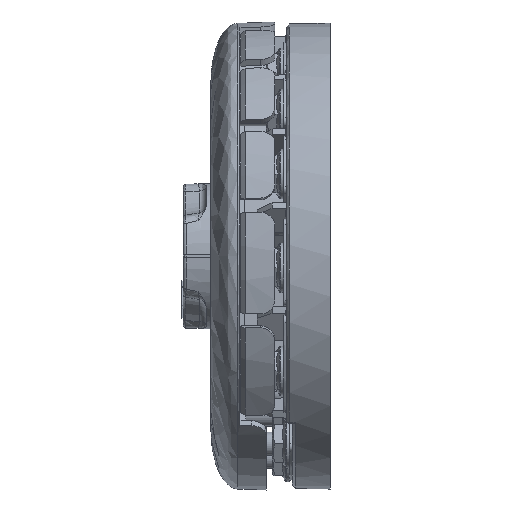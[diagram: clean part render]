
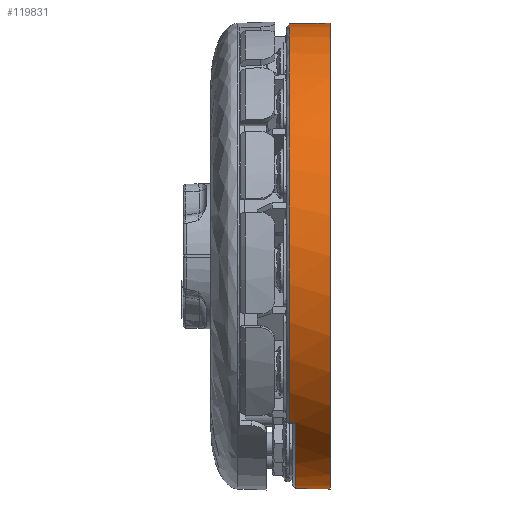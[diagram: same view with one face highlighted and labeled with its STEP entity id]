
A CAD part, left-side view. The second image highlights one B-rep face of the part: STEP entity #119831.
In plain terms, the highlighted conical face has half-angle 1 degrees and reference radius 80 mm.
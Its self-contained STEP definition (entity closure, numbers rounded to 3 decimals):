
#178 = DIRECTION ( 'NONE',  ( 0., 0., -1. ) ) ;
#4054 = ORIENTED_EDGE ( 'NONE', *, *, #104404, .F. ) ;
#4386 = DIRECTION ( 'NONE',  ( 0., -1., 0. ) ) ;
#7608 = ORIENTED_EDGE ( 'NONE', *, *, #16512, .T. ) ;
#8781 = DIRECTION ( 'NONE',  ( 0., 0., 1. ) ) ;
#9101 = ORIENTED_EDGE ( 'NONE', *, *, #99911, .T. ) ;
#9468 = CARTESIAN_POINT ( 'NONE',  ( -55.74, 12., -57.092 ) ) ;
#14475 = CARTESIAN_POINT ( 'NONE',  ( 0., 14., 0. ) ) ;
#16337 = VERTEX_POINT ( 'NONE', #153778 ) ;
#16512 = EDGE_CURVE ( 'NONE', #71210, #50926, #163008, .T. ) ;
#19188 = EDGE_CURVE ( 'NONE', #46607, #47441, #138869, .T. ) ;
#19422 = VECTOR ( 'NONE', #165846, 1000. ) ;
#21160 = AXIS2_PLACEMENT_3D ( 'NONE', #85496, #4386, #138557 ) ;
#23068 = CARTESIAN_POINT ( 'NONE',  ( 0., 0., -80. ) ) ;
#26394 = EDGE_LOOP ( 'NONE', ( #9101, #138141, #7608, #4054, #106372, #137706 ) ) ;
#31420 = AXIS2_PLACEMENT_3D ( 'NONE', #14475, #68098, #178 ) ;
#41370 = AXIS2_PLACEMENT_3D ( 'NONE', #71273, #111298, #125557 ) ;
#46607 = VERTEX_POINT ( 'NONE', #96829 ) ;
#47441 = VERTEX_POINT ( 'NONE', #169908 ) ;
#48116 = DIRECTION ( 'NONE',  ( 0., 1., 0. ) ) ;
#49252 = CARTESIAN_POINT ( 'NONE',  ( 0., 0., 0. ) ) ;
#50926 = VERTEX_POINT ( 'NONE', #150226 ) ;
#53313 = EDGE_CURVE ( 'NONE', #47441, #16337, #67004, .T. ) ;
#60859 = CONICAL_SURFACE ( 'NONE', #41370, 80., 0.017 ) ;
#64216 = CARTESIAN_POINT ( 'NONE',  ( 0., 0., -80. ) ) ;
#64866 = CARTESIAN_POINT ( 'NONE',  ( -55.736, 13.333, -57.064 ) ) ;
#67004 = B_SPLINE_CURVE_WITH_KNOTS ( 'NONE', 3,
 ( #76807, #160926, #64866, #145945, #132869, #174072, #9468 ),
 .UNSPECIFIED., .F., .F.,
 ( 4, 3, 4 ),
 ( 0.001, 0.002, 0.003 ),
 .UNSPECIFIED. ) ;
#68098 = DIRECTION ( 'NONE',  ( 0., -1., 0. ) ) ;
#69422 = FACE_OUTER_BOUND ( 'NONE', #26394, .T. ) ;
#71210 = VERTEX_POINT ( 'NONE', #23068 ) ;
#71273 = CARTESIAN_POINT ( 'NONE',  ( 0., 0., 0. ) ) ;
#75470 = AXIS2_PLACEMENT_3D ( 'NONE', #49252, #48116, #8781 ) ;
#76807 = CARTESIAN_POINT ( 'NONE',  ( -55.733, 14., -57.05 ) ) ;
#85496 = CARTESIAN_POINT ( 'NONE',  ( 0., 12., 0. ) ) ;
#90329 = CIRCLE ( 'NONE', #21160, 79.791 ) ;
#90577 = VERTEX_POINT ( 'NONE', #91250 ) ;
#91250 = CARTESIAN_POINT ( 'NONE',  ( 0., 12., -79.791 ) ) ;
#94168 = LINE ( 'NONE', #64216, #140960 ) ;
#96829 = CARTESIAN_POINT ( 'NONE',  ( 0., 14., 79.756 ) ) ;
#99911 = EDGE_CURVE ( 'NONE', #16337, #90577, #90329, .T. ) ;
#104404 = EDGE_CURVE ( 'NONE', #46607, #50926, #109110, .T. ) ;
#106372 = ORIENTED_EDGE ( 'NONE', *, *, #19188, .T. ) ;
#109110 = LINE ( 'NONE', #176027, #19422 ) ;
#111298 = DIRECTION ( 'NONE',  ( 0., -1., 0. ) ) ;
#119831 = ADVANCED_FACE ( 'NONE', ( #69422 ), #60859, .T. ) ;
#125557 = DIRECTION ( 'NONE',  ( 0., 0., 1. ) ) ;
#132869 = CARTESIAN_POINT ( 'NONE',  ( -55.738, 12.667, -57.078 ) ) ;
#137706 = ORIENTED_EDGE ( 'NONE', *, *, #53313, .T. ) ;
#138141 = ORIENTED_EDGE ( 'NONE', *, *, #176705, .T. ) ;
#138557 = DIRECTION ( 'NONE',  ( 0., 0., -1. ) ) ;
#138869 = CIRCLE ( 'NONE', #31420, 79.756 ) ;
#140960 = VECTOR ( 'NONE', #159109, 1000. ) ;
#145945 = CARTESIAN_POINT ( 'NONE',  ( -55.737, 13., -57.071 ) ) ;
#150226 = CARTESIAN_POINT ( 'NONE',  ( 0., 0., 80. ) ) ;
#153778 = CARTESIAN_POINT ( 'NONE',  ( -55.74, 12., -57.092 ) ) ;
#159109 = DIRECTION ( 'NONE',  ( 0., -1., -0.017 ) ) ;
#160926 = CARTESIAN_POINT ( 'NONE',  ( -55.735, 13.667, -57.057 ) ) ;
#163008 = CIRCLE ( 'NONE', #75470, 80. ) ;
#165846 = DIRECTION ( 'NONE',  ( 0., -1., 0.017 ) ) ;
#169908 = CARTESIAN_POINT ( 'NONE',  ( -55.733, 14., -57.05 ) ) ;
#174072 = CARTESIAN_POINT ( 'NONE',  ( -55.739, 12.333, -57.085 ) ) ;
#176027 = CARTESIAN_POINT ( 'NONE',  ( 0., 0., 80. ) ) ;
#176705 = EDGE_CURVE ( 'NONE', #90577, #71210, #94168, .T. ) ;
